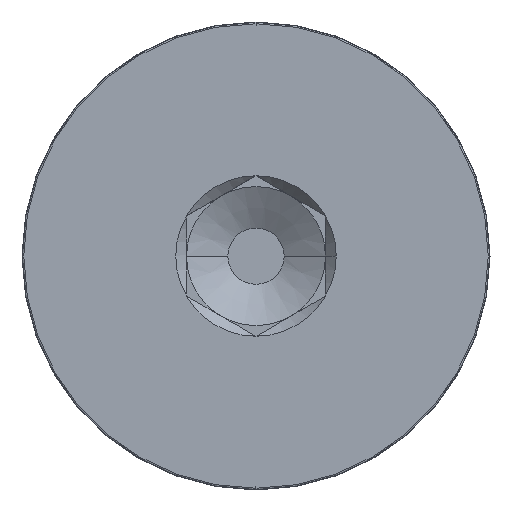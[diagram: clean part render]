
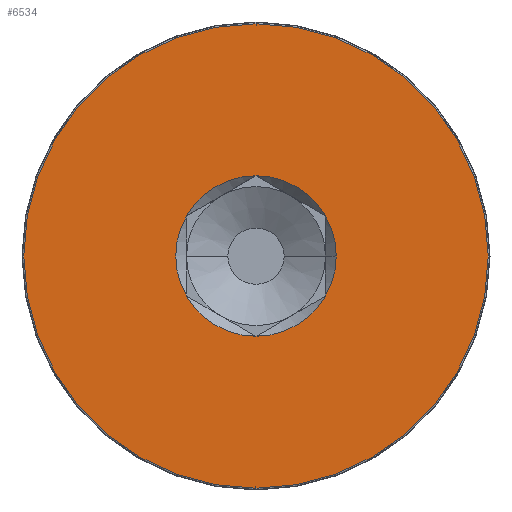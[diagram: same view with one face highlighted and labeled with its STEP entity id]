
A CAD part, top view. The second image highlights one B-rep face of the part: STEP entity #6534.
In plain terms, the highlighted planar face has unit normal (0, 0, 1).
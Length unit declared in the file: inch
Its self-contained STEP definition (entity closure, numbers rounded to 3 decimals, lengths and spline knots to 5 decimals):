
#77 = EDGE_CURVE ( 'NONE', #6957, #6083, #654, .T. ) ;
#95 = ORIENTED_EDGE ( 'NONE', *, *, #77, .F. ) ;
#121 = ORIENTED_EDGE ( 'NONE', *, *, #6219, .T. ) ;
#124 = VERTEX_POINT ( 'NONE', #978 ) ;
#654 = CIRCLE ( 'NONE', #655, 0.09021 ) ;
#655 = AXIS2_PLACEMENT_3D ( 'NONE', #656, #657, #658 ) ;
#656 = CARTESIAN_POINT ( 'NONE',  ( 0., 0., 0.161 ) ) ;
#657 = DIRECTION ( 'NONE',  ( 0., 0., 1. ) ) ;
#658 = DIRECTION ( 'NONE',  ( 1., 0., 0. ) ) ;
#977 = CARTESIAN_POINT ( 'NONE',  ( 0., 0.09021, 0.161 ) ) ;
#978 = CARTESIAN_POINT ( 'NONE',  ( 0.07812, 0.04511, 0.161 ) ) ;
#987 = ORIENTED_EDGE ( 'NONE', *, *, #6464, .T. ) ;
#1144 = CIRCLE ( 'NONE', #1145, 0.09021 ) ;
#1145 = AXIS2_PLACEMENT_3D ( 'NONE', #1146, #1147, #1148 ) ;
#1146 = CARTESIAN_POINT ( 'NONE',  ( 0., 0., 0.161 ) ) ;
#1147 = DIRECTION ( 'NONE',  ( 0., 0., 1. ) ) ;
#1148 = DIRECTION ( 'NONE',  ( 1., 0., 0. ) ) ;
#1322 = EDGE_LOOP ( 'NONE', ( #987, #121 ) ) ;
#1405 = CARTESIAN_POINT ( 'NONE',  ( 0.26111, 0., 0.161 ) ) ;
#1474 = EDGE_CURVE ( 'NONE', #6394, #6873, #2857, .T. ) ;
#1633 = CIRCLE ( 'NONE', #1636, 0.26111 ) ;
#1636 = AXIS2_PLACEMENT_3D ( 'NONE', #1637, #1638, #1639 ) ;
#1637 = CARTESIAN_POINT ( 'NONE',  ( 0., 0., 0.161 ) ) ;
#1638 = DIRECTION ( 'NONE',  ( 0., 0., 1. ) ) ;
#1639 = DIRECTION ( 'NONE',  ( 1., 0., 0. ) ) ;
#2167 = ORIENTED_EDGE ( 'NONE', *, *, #6208, .F. ) ;
#2233 = CARTESIAN_POINT ( 'NONE',  ( -0.07813, -0.04511, 0.161 ) ) ;
#2396 = FACE_BOUND ( 'NONE', #6508, .T. ) ;
#2397 = FACE_OUTER_BOUND ( 'NONE', #1322, .T. ) ;
#2398 = PLANE ( 'NONE',  #2399 ) ;
#2399 = AXIS2_PLACEMENT_3D ( 'NONE', #2400, #2401, #2402 ) ;
#2400 = CARTESIAN_POINT ( 'NONE',  ( 0., 0., 0.161 ) ) ;
#2401 = DIRECTION ( 'NONE',  ( 0., 0., 1. ) ) ;
#2402 = DIRECTION ( 'NONE',  ( 1., 0., 0. ) ) ;
#2551 = VERTEX_POINT ( 'NONE', #4392 ) ;
#2712 = CARTESIAN_POINT ( 'NONE',  ( -0.26111, 0., 0.161 ) ) ;
#2857 = CIRCLE ( 'NONE', #2858, 0.09021 ) ;
#2858 = AXIS2_PLACEMENT_3D ( 'NONE', #2859, #2860, #2861 ) ;
#2859 = CARTESIAN_POINT ( 'NONE',  ( 0., 0., 0.161 ) ) ;
#2860 = DIRECTION ( 'NONE',  ( 0., 0., 1. ) ) ;
#2861 = DIRECTION ( 'NONE',  ( 1., 0., 0. ) ) ;
#2978 = CARTESIAN_POINT ( 'NONE',  ( 0., -0.09021, 0.161 ) ) ;
#3747 = EDGE_CURVE ( 'NONE', #2551, #6744, #5598, .T. ) ;
#4356 = EDGE_CURVE ( 'NONE', #6873, #6957, #5836, .T. ) ;
#4392 = CARTESIAN_POINT ( 'NONE',  ( 0.07812, -0.04511, 0.161 ) ) ;
#4393 = CIRCLE ( 'NONE', #4394, 0.09021 ) ;
#4394 = AXIS2_PLACEMENT_3D ( 'NONE', #4395, #4396, #4397 ) ;
#4395 = CARTESIAN_POINT ( 'NONE',  ( 0., 0., 0.161 ) ) ;
#4396 = DIRECTION ( 'NONE',  ( 0., 0., 1. ) ) ;
#4397 = DIRECTION ( 'NONE',  ( 1., 0., 0. ) ) ;
#4482 = ORIENTED_EDGE ( 'NONE', *, *, #4356, .F. ) ;
#4535 = CIRCLE ( 'NONE', #4537, 0.26111 ) ;
#4537 = AXIS2_PLACEMENT_3D ( 'NONE', #4538, #4539, #4540 ) ;
#4538 = CARTESIAN_POINT ( 'NONE',  ( 0., 0., 0.161 ) ) ;
#4539 = DIRECTION ( 'NONE',  ( 0., 0., 1. ) ) ;
#4540 = DIRECTION ( 'NONE',  ( 1., 0., 0. ) ) ;
#5315 = CARTESIAN_POINT ( 'NONE',  ( 0.09021, 0., 0.161 ) ) ;
#5598 = CIRCLE ( 'NONE', #5599, 0.09021 ) ;
#5599 = AXIS2_PLACEMENT_3D ( 'NONE', #5600, #5601, #5602 ) ;
#5600 = CARTESIAN_POINT ( 'NONE',  ( 0., 0., 0.161 ) ) ;
#5601 = DIRECTION ( 'NONE',  ( 0., 0., 1. ) ) ;
#5602 = DIRECTION ( 'NONE',  ( 1., 0., 0. ) ) ;
#5694 = CIRCLE ( 'NONE', #5695, 0.09021 ) ;
#5695 = AXIS2_PLACEMENT_3D ( 'NONE', #5696, #5697, #5698 ) ;
#5696 = CARTESIAN_POINT ( 'NONE',  ( 0., 0., 0.161 ) ) ;
#5697 = DIRECTION ( 'NONE',  ( 0., 0., 1. ) ) ;
#5698 = DIRECTION ( 'NONE',  ( 1., 0., 0. ) ) ;
#5836 = CIRCLE ( 'NONE', #5837, 0.09021 ) ;
#5837 = AXIS2_PLACEMENT_3D ( 'NONE', #5838, #5839, #5840 ) ;
#5838 = CARTESIAN_POINT ( 'NONE',  ( 0., 0., 0.161 ) ) ;
#5839 = DIRECTION ( 'NONE',  ( 0., 0., 1. ) ) ;
#5840 = DIRECTION ( 'NONE',  ( 1., 0., 0. ) ) ;
#6006 = CARTESIAN_POINT ( 'NONE',  ( -0.07813, 0.04511, 0.161 ) ) ;
#6083 = VERTEX_POINT ( 'NONE', #2978 ) ;
#6208 = EDGE_CURVE ( 'NONE', #6744, #124, #4393, .T. ) ;
#6219 = EDGE_CURVE ( 'NONE', #6558, #6444, #4535, .T. ) ;
#6389 = ORIENTED_EDGE ( 'NONE', *, *, #3747, .F. ) ;
#6394 = VERTEX_POINT ( 'NONE', #977 ) ;
#6415 = EDGE_CURVE ( 'NONE', #124, #6394, #1144, .T. ) ;
#6444 = VERTEX_POINT ( 'NONE', #1405 ) ;
#6451 = ORIENTED_EDGE ( 'NONE', *, *, #6415, .F. ) ;
#6464 = EDGE_CURVE ( 'NONE', #6444, #6558, #1633, .T. ) ;
#6508 = EDGE_LOOP ( 'NONE', ( #6451, #2167, #6389, #7014, #95, #4482, #6665 ) ) ;
#6534 = ADVANCED_FACE ( 'NONE', ( #2396, #2397 ), #2398, .T. ) ;
#6558 = VERTEX_POINT ( 'NONE', #2712 ) ;
#6665 = ORIENTED_EDGE ( 'NONE', *, *, #1474, .F. ) ;
#6744 = VERTEX_POINT ( 'NONE', #5315 ) ;
#6815 = EDGE_CURVE ( 'NONE', #6083, #2551, #5694, .T. ) ;
#6873 = VERTEX_POINT ( 'NONE', #6006 ) ;
#6957 = VERTEX_POINT ( 'NONE', #2233 ) ;
#7014 = ORIENTED_EDGE ( 'NONE', *, *, #6815, .F. ) ;
